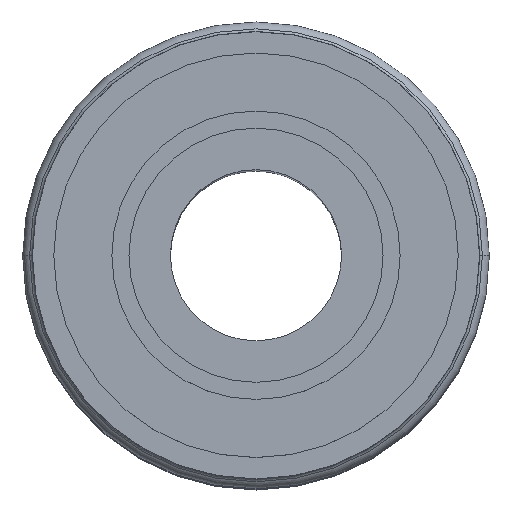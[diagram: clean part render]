
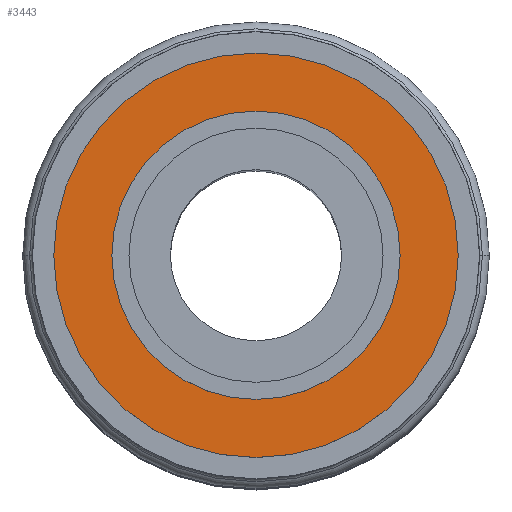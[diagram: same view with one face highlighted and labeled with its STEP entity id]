
A CAD part, top view. The second image highlights one B-rep face of the part: STEP entity #3443.
In plain terms, the highlighted planar face has unit normal (0, 0, 1).
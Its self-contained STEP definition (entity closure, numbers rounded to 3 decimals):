
#15 = EDGE_CURVE ( 'NONE', #438, #3193, #5905, .T. ) ;
#113 = AXIS2_PLACEMENT_3D ( 'NONE', #155, #5817, #2714 ) ;
#155 = CARTESIAN_POINT ( 'NONE',  ( 0., 0., 40. ) ) ;
#438 = VERTEX_POINT ( 'NONE', #4642 ) ;
#520 = DIRECTION ( 'NONE',  ( 0., 0., -1. ) ) ;
#547 = ORIENTED_EDGE ( 'NONE', *, *, #1353, .F. ) ;
#570 = CIRCLE ( 'NONE', #4409, 13.9 ) ;
#616 = FACE_OUTER_BOUND ( 'NONE', #2700, .T. ) ;
#889 = DIRECTION ( 'NONE',  ( 0., 0., 1. ) ) ;
#990 = CARTESIAN_POINT ( 'NONE',  ( 19.5, 0., 40. ) ) ;
#1353 = EDGE_CURVE ( 'NONE', #3193, #438, #570, .T. ) ;
#1585 = DIRECTION ( 'NONE',  ( -1., 0., 0. ) ) ;
#2169 = ORIENTED_EDGE ( 'NONE', *, *, #5053, .T. ) ;
#2271 = CIRCLE ( 'NONE', #2380, 19.5 ) ;
#2308 = DIRECTION ( 'NONE',  ( 0., 0., 1. ) ) ;
#2360 = DIRECTION ( 'NONE',  ( 1., 0., 0. ) ) ;
#2368 = ORIENTED_EDGE ( 'NONE', *, *, #5781, .T. ) ;
#2380 = AXIS2_PLACEMENT_3D ( 'NONE', #5599, #889, #2360 ) ;
#2514 = CARTESIAN_POINT ( 'NONE',  ( -19.5, 0., 40. ) ) ;
#2700 = EDGE_LOOP ( 'NONE', ( #2368, #2169 ) ) ;
#2714 = DIRECTION ( 'NONE',  ( 1., 0., 0. ) ) ;
#2892 = CARTESIAN_POINT ( 'NONE',  ( 13.9, 0., 40. ) ) ;
#2938 = CARTESIAN_POINT ( 'NONE',  ( 0., 0., 40. ) ) ;
#3045 = CIRCLE ( 'NONE', #113, 19.5 ) ;
#3193 = VERTEX_POINT ( 'NONE', #2892 ) ;
#3281 = CARTESIAN_POINT ( 'NONE',  ( 0., 0., 40. ) ) ;
#3443 = ADVANCED_FACE ( 'NONE', ( #4151, #616 ), #6222, .F. ) ;
#3733 = AXIS2_PLACEMENT_3D ( 'NONE', #2938, #5014, #5493 ) ;
#4101 = VERTEX_POINT ( 'NONE', #2514 ) ;
#4151 = FACE_BOUND ( 'NONE', #6224, .T. ) ;
#4409 = AXIS2_PLACEMENT_3D ( 'NONE', #3281, #2308, #5476 ) ;
#4642 = CARTESIAN_POINT ( 'NONE',  ( -13.9, 0., 40. ) ) ;
#4908 = VERTEX_POINT ( 'NONE', #990 ) ;
#5014 = DIRECTION ( 'NONE',  ( 0., 0., 1. ) ) ;
#5053 = EDGE_CURVE ( 'NONE', #4101, #4908, #2271, .T. ) ;
#5205 = CARTESIAN_POINT ( 'NONE',  ( 0., 13.9, 40. ) ) ;
#5476 = DIRECTION ( 'NONE',  ( 1., 0., 0. ) ) ;
#5493 = DIRECTION ( 'NONE',  ( 1., 0., 0. ) ) ;
#5599 = CARTESIAN_POINT ( 'NONE',  ( 0., 0., 40. ) ) ;
#5654 = ORIENTED_EDGE ( 'NONE', *, *, #15, .F. ) ;
#5781 = EDGE_CURVE ( 'NONE', #4908, #4101, #3045, .T. ) ;
#5817 = DIRECTION ( 'NONE',  ( 0., 0., 1. ) ) ;
#5905 = CIRCLE ( 'NONE', #3733, 13.9 ) ;
#6194 = AXIS2_PLACEMENT_3D ( 'NONE', #5205, #520, #1585 ) ;
#6222 = PLANE ( 'NONE',  #6194 ) ;
#6224 = EDGE_LOOP ( 'NONE', ( #547, #5654 ) ) ;
